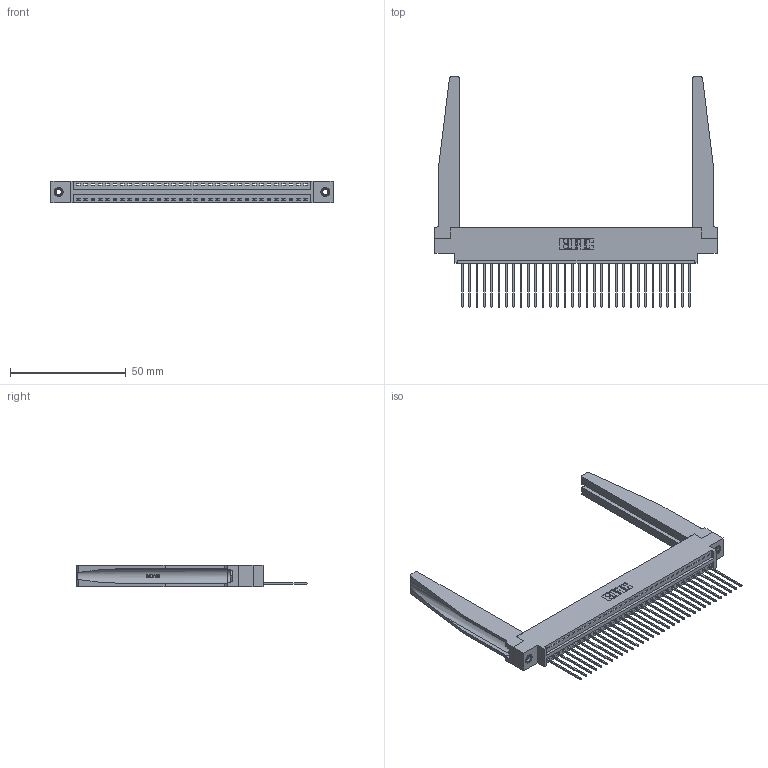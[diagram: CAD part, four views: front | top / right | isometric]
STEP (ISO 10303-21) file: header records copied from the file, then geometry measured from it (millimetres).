
FILE_DESCRIPTION (( 'STEP AP203' ), '1' );
FILE_NAME ('396-032-541-678.STEP', '2019-10-27T12:36:21', ( '' ), ( '' ), 'SwSTEP 2.0', 'SolidWorks 2016', '' );
FILE_SCHEMA (( 'CONFIG_CONTROL_DESIGN' ));
Length unit declared in the file: inch
Products named in the file (5): 396-032-541-678; 346 Part_0.170 Offset - 0.156 Dia-TH; 345-292-001_345-293-141; 345-250-001_345-250-001-102; 346-220-078_345-220-078
Assembly tree (37 placements, depth 2):
  396-032-541-678
    346 Part_0.170 Offset - 0.156 Dia-TH
    345-292-001_345-293-141  x32
    346-220-078_345-220-078  x2
    345-250-001_345-250-001-102  x2
Bounding box: 122.17 x 99.57 x 9.4 mm (x, y, z)
Volume: 18485.7 mm3; surface area: 21692.9 mm2
Topology: 37 solids, 37 shells, 2216 faces, 6581 edges, 4334 vertices
Faces by surface type: plane 1502, cylinder 662, bspline 36, cone 12, torus 4
Entity records: 26104 total; most frequent: CARTESIAN_POINT 5391, ORIENTED_EDGE 4246, DIRECTION 3753, EDGE_CURVE 2123, LINE 1769, VECTOR 1769, VERTEX_POINT 1408, AXIS2_PLACEMENT_3D 992
